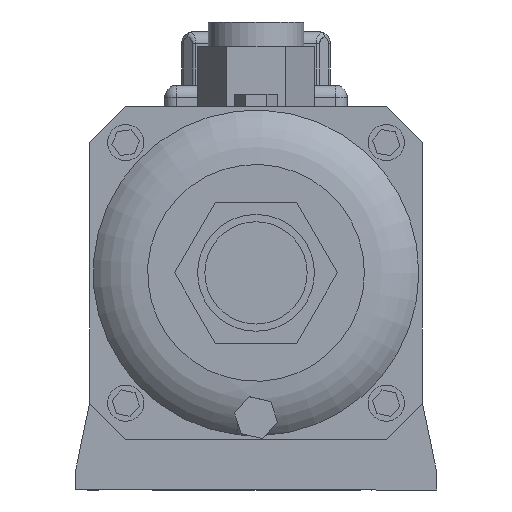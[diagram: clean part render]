
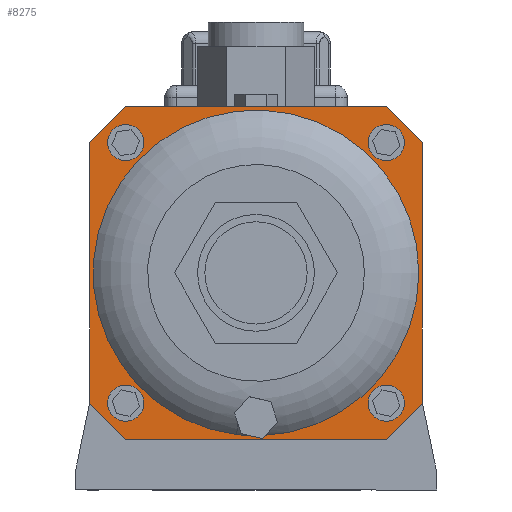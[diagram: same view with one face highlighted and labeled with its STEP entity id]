
A CAD part, left-side view. The second image highlights one B-rep face of the part: STEP entity #8275.
In plain terms, the highlighted planar face has unit normal (-1, 0, 0).
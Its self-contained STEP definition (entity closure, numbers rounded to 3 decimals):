
#174=FACE_BOUND($,#1353,.T.);
#175=FACE_BOUND($,#1354,.T.);
#176=FACE_BOUND($,#1355,.T.);
#177=FACE_BOUND($,#1356,.T.);
#178=FACE_BOUND($,#1357,.T.);
#438=PLANE($,#8994);
#862=FACE_OUTER_BOUND($,#1352,.T.);
#1352=EDGE_LOOP($,(#7292,#7293,#7294,#7295,#7296,#7297,#7298,#7299));
#1353=EDGE_LOOP($,(#7300,#7301));
#1354=EDGE_LOOP($,(#7302));
#1355=EDGE_LOOP($,(#7303));
#1356=EDGE_LOOP($,(#7304));
#1357=EDGE_LOOP($,(#7305));
#1756=CIRCLE($,#8993,7.85);
#1757=CIRCLE($,#8995,67.5);
#1758=CIRCLE($,#8996,7.5);
#1759=CIRCLE($,#8997,7.5);
#1760=CIRCLE($,#8998,7.5);
#1761=CIRCLE($,#8999,7.5);
#2427=LINE($,#13967,#3233);
#2428=LINE($,#13969,#3234);
#2429=LINE($,#13971,#3235);
#2430=LINE($,#13973,#3236);
#2431=LINE($,#13975,#3237);
#2432=LINE($,#13977,#3238);
#2433=LINE($,#13979,#3239);
#2434=LINE($,#13980,#3240);
#3233=VECTOR($,#10969,21.213);
#3234=VECTOR($,#10970,108.);
#3235=VECTOR($,#10971,21.213);
#3236=VECTOR($,#10972,108.);
#3237=VECTOR($,#10973,21.213);
#3238=VECTOR($,#10974,108.);
#3239=VECTOR($,#10975,21.213);
#3240=VECTOR($,#10976,108.);
#4045=VERTEX_POINT($,#13927);
#4046=VERTEX_POINT($,#13928);
#4047=VERTEX_POINT($,#13965);
#4048=VERTEX_POINT($,#13966);
#4049=VERTEX_POINT($,#13968);
#4050=VERTEX_POINT($,#13970);
#4051=VERTEX_POINT($,#13972);
#4052=VERTEX_POINT($,#13974);
#4053=VERTEX_POINT($,#13976);
#4054=VERTEX_POINT($,#13978);
#4055=VERTEX_POINT($,#13982);
#4056=VERTEX_POINT($,#13984);
#4057=VERTEX_POINT($,#13986);
#4058=VERTEX_POINT($,#13988);
#5156=EDGE_CURVE($,#4046,#4045,#1756,.T.);
#5157=EDGE_CURVE($,#4047,#4048,#2427,.T.);
#5158=EDGE_CURVE($,#4047,#4049,#2428,.T.);
#5159=EDGE_CURVE($,#4050,#4049,#2429,.T.);
#5160=EDGE_CURVE($,#4050,#4051,#2430,.T.);
#5161=EDGE_CURVE($,#4052,#4051,#2431,.T.);
#5162=EDGE_CURVE($,#4052,#4053,#2432,.T.);
#5163=EDGE_CURVE($,#4054,#4053,#2433,.T.);
#5164=EDGE_CURVE($,#4054,#4048,#2434,.T.);
#5165=EDGE_CURVE($,#4046,#4045,#1757,.T.);
#5166=EDGE_CURVE($,#4055,#4055,#1758,.T.);
#5167=EDGE_CURVE($,#4056,#4056,#1759,.T.);
#5168=EDGE_CURVE($,#4057,#4057,#1760,.T.);
#5169=EDGE_CURVE($,#4058,#4058,#1761,.T.);
#7292=ORIENTED_EDGE($,*,*,#5157,.F.);
#7293=ORIENTED_EDGE($,*,*,#5158,.T.);
#7294=ORIENTED_EDGE($,*,*,#5159,.F.);
#7295=ORIENTED_EDGE($,*,*,#5160,.T.);
#7296=ORIENTED_EDGE($,*,*,#5161,.F.);
#7297=ORIENTED_EDGE($,*,*,#5162,.T.);
#7298=ORIENTED_EDGE($,*,*,#5163,.F.);
#7299=ORIENTED_EDGE($,*,*,#5164,.T.);
#7300=ORIENTED_EDGE($,*,*,#5156,.T.);
#7301=ORIENTED_EDGE($,*,*,#5165,.F.);
#7302=ORIENTED_EDGE($,*,*,#5166,.T.);
#7303=ORIENTED_EDGE($,*,*,#5167,.T.);
#7304=ORIENTED_EDGE($,*,*,#5168,.T.);
#7305=ORIENTED_EDGE($,*,*,#5169,.T.);
#8275=ADVANCED_FACE($,(#862,#174,#175,#176,#177,#178),#438,.T.);
#8993=AXIS2_PLACEMENT_3D($,#13963,#10965,#10966);
#8994=AXIS2_PLACEMENT_3D($,#13964,#10967,#10968);
#8995=AXIS2_PLACEMENT_3D($,#13981,#10977,#10978);
#8996=AXIS2_PLACEMENT_3D($,#13983,#10979,#10980);
#8997=AXIS2_PLACEMENT_3D($,#13985,#10981,#10982);
#8998=AXIS2_PLACEMENT_3D($,#13987,#10983,#10984);
#8999=AXIS2_PLACEMENT_3D($,#13989,#10985,#10986);
#10965=DIRECTION('center_axis',(1.,0.,0.));
#10966=DIRECTION('ref_axis',(0.,1.,0.));
#10967=DIRECTION('center_axis',(-1.,0.,0.));
#10968=DIRECTION('ref_axis',(0.,-1.,0.));
#10969=DIRECTION($,(0.,0.707,0.707));
#10970=DIRECTION($,(0.,-1.,0.));
#10971=DIRECTION($,(0.,0.707,-0.707));
#10972=DIRECTION($,(0.,0.,1.));
#10973=DIRECTION($,(0.,-0.707,-0.707));
#10974=DIRECTION($,(0.,1.,0.));
#10975=DIRECTION($,(0.,-0.707,0.707));
#10976=DIRECTION($,(0.,0.,-1.));
#10977=DIRECTION('center_axis',(-1.,0.,0.));
#10978=DIRECTION('ref_axis',(0.,-1.,0.));
#10979=DIRECTION('center_axis',(1.,0.,0.));
#10980=DIRECTION('ref_axis',(0.,1.,0.));
#10981=DIRECTION('center_axis',(1.,0.,0.));
#10982=DIRECTION('ref_axis',(0.,1.,0.));
#10983=DIRECTION('center_axis',(1.,0.,0.));
#10984=DIRECTION('ref_axis',(0.,1.,0.));
#10985=DIRECTION('center_axis',(1.,0.,0.));
#10986=DIRECTION('ref_axis',(0.,1.,0.));
#13927=CARTESIAN_POINT('',(-80.727,2.458,22.545));
#13928=CARTESIAN_POINT('',(-80.727,-2.458,22.545));
#13963=CARTESIAN_POINT('Origin',(-80.727,0.,30.));
#13964=CARTESIAN_POINT('Origin',(-80.727,0.,90.));
#13965=CARTESIAN_POINT('',(-80.727,54.,21.));
#13966=CARTESIAN_POINT('',(-80.727,69.,36.));
#13967=CARTESIAN_POINT($,(-80.727,61.5,28.5));
#13968=CARTESIAN_POINT('',(-80.727,-54.,21.));
#13969=CARTESIAN_POINT($,(-80.727,69.,21.));
#13970=CARTESIAN_POINT('',(-80.727,-69.,36.));
#13971=CARTESIAN_POINT($,(-80.727,-61.5,28.5));
#13972=CARTESIAN_POINT('',(-80.727,-69.,144.));
#13973=CARTESIAN_POINT($,(-80.727,-69.,21.));
#13974=CARTESIAN_POINT('',(-80.727,-54.,159.));
#13975=CARTESIAN_POINT($,(-80.727,-61.5,151.5));
#13976=CARTESIAN_POINT('',(-80.727,54.,159.));
#13977=CARTESIAN_POINT($,(-80.727,-69.,159.));
#13978=CARTESIAN_POINT('',(-80.727,69.,144.));
#13979=CARTESIAN_POINT($,(-80.727,61.5,151.5));
#13980=CARTESIAN_POINT($,(-80.727,69.,159.));
#13981=CARTESIAN_POINT('Origin',(-80.727,0.,90.));
#13982=CARTESIAN_POINT('',(-80.727,46.5,144.));
#13983=CARTESIAN_POINT('Origin',(-80.727,54.,144.));
#13984=CARTESIAN_POINT('',(-80.727,-61.5,144.));
#13985=CARTESIAN_POINT('Origin',(-80.727,-54.,144.));
#13986=CARTESIAN_POINT('',(-80.727,46.5,36.));
#13987=CARTESIAN_POINT('Origin',(-80.727,54.,36.));
#13988=CARTESIAN_POINT('',(-80.727,-61.5,36.));
#13989=CARTESIAN_POINT('Origin',(-80.727,-54.,36.));
